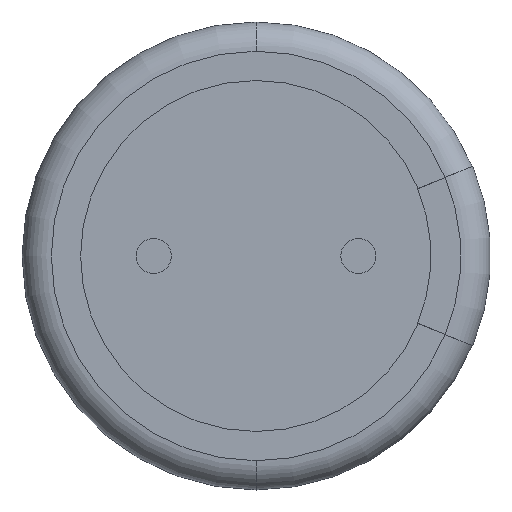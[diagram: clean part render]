
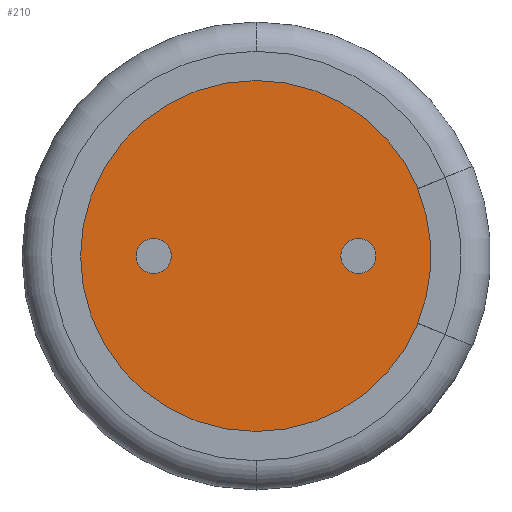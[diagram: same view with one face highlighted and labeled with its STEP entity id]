
A CAD part, front view. The second image highlights one B-rep face of the part: STEP entity #210.
In plain terms, the highlighted planar face has unit normal (0, -1, 0).
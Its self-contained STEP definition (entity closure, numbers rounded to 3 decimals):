
#34 = CARTESIAN_POINT ( 'NONE',  ( -0.001, 0.3, -0.004 ) ) ;
#38 = ORIENTED_EDGE ( 'NONE', *, *, #597, .F. ) ;
#44 = CARTESIAN_POINT ( 'NONE',  ( 0., 0.3, -3. ) ) ;
#135 = EDGE_LOOP ( 'NONE', ( #1417, #2141, #1543, #1495, #207, #1395 ) ) ;
#195 = CARTESIAN_POINT ( 'NONE',  ( 0., 0.3, 3. ) ) ;
#202 = CIRCLE ( 'NONE', #304, 0.3 ) ;
#207 = ORIENTED_EDGE ( 'NONE', *, *, #363, .T. ) ;
#210 = ADVANCED_FACE ( 'NONE', ( #1551, #243, #702 ), #305, .T. ) ;
#230 = VERTEX_POINT ( 'NONE', #1041 ) ;
#241 = AXIS2_PLACEMENT_3D ( 'NONE', #313, #1513, #488 ) ;
#242 = CARTESIAN_POINT ( 'NONE',  ( 2.762, 0.3, 1.148 ) ) ;
#243 = FACE_BOUND ( 'NONE', #995, .T. ) ;
#271 = CIRCLE ( 'NONE', #2008, 3. ) ;
#278 = VERTEX_POINT ( 'NONE', #195 ) ;
#304 = AXIS2_PLACEMENT_3D ( 'NONE', #311, #1511, #486 ) ;
#305 = PLANE ( 'NONE',  #241 ) ;
#311 = CARTESIAN_POINT ( 'NONE',  ( 1.75, 0.3, 0. ) ) ;
#313 = CARTESIAN_POINT ( 'NONE',  ( 0., 0.3, 0. ) ) ;
#316 = AXIS2_PLACEMENT_3D ( 'NONE', #1571, #551, #1733 ) ;
#363 = EDGE_CURVE ( 'NONE', #230, #1004, #1752, .T. ) ;
#417 = CARTESIAN_POINT ( 'NONE',  ( -0.001, 0.3, 0.004 ) ) ;
#472 = EDGE_CURVE ( 'NONE', #278, #976, #271, .T. ) ;
#486 = DIRECTION ( 'NONE',  ( 0., 0., 1. ) ) ;
#488 = DIRECTION ( 'NONE',  ( 0., 0., -1. ) ) ;
#499 = DIRECTION ( 'NONE',  ( 0., -1., 0. ) ) ;
#551 = DIRECTION ( 'NONE',  ( 0., -1., 0. ) ) ;
#582 = CIRCLE ( 'NONE', #1289, 3. ) ;
#593 = CARTESIAN_POINT ( 'NONE',  ( -0.01, 0.3, 0. ) ) ;
#597 = EDGE_CURVE ( 'NONE', #1888, #727, #2160, .T. ) ;
#633 = CARTESIAN_POINT ( 'NONE',  ( 0., 0.3, 0. ) ) ;
#645 = EDGE_LOOP ( 'NONE', ( #1027, #916 ) ) ;
#702 = FACE_BOUND ( 'NONE', #645, .T. ) ;
#719 = CARTESIAN_POINT ( 'NONE',  ( 1.75, 0.3, 0. ) ) ;
#720 = DIRECTION ( 'NONE',  ( 0., -1., 0. ) ) ;
#727 = VERTEX_POINT ( 'NONE', #937 ) ;
#757 = AXIS2_PLACEMENT_3D ( 'NONE', #1833, #815, #2007 ) ;
#764 = DIRECTION ( 'NONE',  ( 0., 0., -1. ) ) ;
#766 = EDGE_CURVE ( 'NONE', #1220, #1028, #1370, .T. ) ;
#798 = DIRECTION ( 'NONE',  ( 0., 0., -1. ) ) ;
#815 = DIRECTION ( 'NONE',  ( 0., -1., 0. ) ) ;
#837 = EDGE_CURVE ( 'NONE', #1220, #278, #868, .T. ) ;
#868 = CIRCLE ( 'NONE', #1304, 3. ) ;
#890 = DIRECTION ( 'NONE',  ( 0., 0., 1. ) ) ;
#902 = DIRECTION ( 'NONE',  ( -0.924, 0., 0.383 ) ) ;
#910 = ORIENTED_EDGE ( 'NONE', *, *, #1596, .F. ) ;
#916 = ORIENTED_EDGE ( 'NONE', *, *, #1152, .F. ) ;
#926 = VECTOR ( 'NONE', #951, 1000. ) ;
#937 = CARTESIAN_POINT ( 'NONE',  ( -1.75, 0.3, -0.3 ) ) ;
#951 = DIRECTION ( 'NONE',  ( -0.924, 0., -0.383 ) ) ;
#976 = VERTEX_POINT ( 'NONE', #44 ) ;
#995 = EDGE_LOOP ( 'NONE', ( #38, #910 ) ) ;
#1004 = VERTEX_POINT ( 'NONE', #2113 ) ;
#1027 = ORIENTED_EDGE ( 'NONE', *, *, #1872, .F. ) ;
#1028 = VERTEX_POINT ( 'NONE', #242 ) ;
#1041 = CARTESIAN_POINT ( 'NONE',  ( 2.77, 0.3, -1.152 ) ) ;
#1052 = CARTESIAN_POINT ( 'NONE',  ( 1.75, 0.3, 0.3 ) ) ;
#1152 = EDGE_CURVE ( 'NONE', #2203, #1857, #202, .T. ) ;
#1220 = VERTEX_POINT ( 'NONE', #1677 ) ;
#1289 = AXIS2_PLACEMENT_3D ( 'NONE', #1728, #720, #1903 ) ;
#1303 = VECTOR ( 'NONE', #902, 1000. ) ;
#1304 = AXIS2_PLACEMENT_3D ( 'NONE', #633, #1815, #798 ) ;
#1339 = AXIS2_PLACEMENT_3D ( 'NONE', #593, #1776, #764 ) ;
#1370 = LINE ( 'NONE', #417, #926 ) ;
#1374 = EDGE_CURVE ( 'NONE', #976, #230, #582, .T. ) ;
#1395 = ORIENTED_EDGE ( 'NONE', *, *, #1973, .T. ) ;
#1417 = ORIENTED_EDGE ( 'NONE', *, *, #766, .F. ) ;
#1481 = CARTESIAN_POINT ( 'NONE',  ( 1.75, 0.3, -0.3 ) ) ;
#1495 = ORIENTED_EDGE ( 'NONE', *, *, #1374, .T. ) ;
#1511 = DIRECTION ( 'NONE',  ( 0., -1., 0. ) ) ;
#1513 = DIRECTION ( 'NONE',  ( 0., -1., 0. ) ) ;
#1524 = CARTESIAN_POINT ( 'NONE',  ( 0., 0.3, 0. ) ) ;
#1543 = ORIENTED_EDGE ( 'NONE', *, *, #472, .T. ) ;
#1551 = FACE_OUTER_BOUND ( 'NONE', #135, .T. ) ;
#1571 = CARTESIAN_POINT ( 'NONE',  ( -1.75, 0.3, 0. ) ) ;
#1596 = EDGE_CURVE ( 'NONE', #727, #1888, #1730, .T. ) ;
#1646 = CIRCLE ( 'NONE', #2080, 0.3 ) ;
#1677 = CARTESIAN_POINT ( 'NONE',  ( 2.77, 0.3, 1.152 ) ) ;
#1688 = DIRECTION ( 'NONE',  ( 0., 0., -1. ) ) ;
#1728 = CARTESIAN_POINT ( 'NONE',  ( 0., 0.3, 0. ) ) ;
#1730 = CIRCLE ( 'NONE', #757, 0.3 ) ;
#1733 = DIRECTION ( 'NONE',  ( 0., 0., -1. ) ) ;
#1752 = LINE ( 'NONE', #34, #1303 ) ;
#1776 = DIRECTION ( 'NONE',  ( 0., -1., 0. ) ) ;
#1815 = DIRECTION ( 'NONE',  ( 0., -1., 0. ) ) ;
#1833 = CARTESIAN_POINT ( 'NONE',  ( -1.75, 0.3, 0. ) ) ;
#1857 = VERTEX_POINT ( 'NONE', #1052 ) ;
#1872 = EDGE_CURVE ( 'NONE', #1857, #2203, #1646, .T. ) ;
#1888 = VERTEX_POINT ( 'NONE', #2074 ) ;
#1901 = DIRECTION ( 'NONE',  ( 0., -1., 0. ) ) ;
#1903 = DIRECTION ( 'NONE',  ( 0., 0., -1. ) ) ;
#1962 = CIRCLE ( 'NONE', #1339, 3. ) ;
#1973 = EDGE_CURVE ( 'NONE', #1004, #1028, #1962, .T. ) ;
#2007 = DIRECTION ( 'NONE',  ( 0., 0., -1. ) ) ;
#2008 = AXIS2_PLACEMENT_3D ( 'NONE', #1524, #499, #1688 ) ;
#2074 = CARTESIAN_POINT ( 'NONE',  ( -1.75, 0.3, 0.3 ) ) ;
#2080 = AXIS2_PLACEMENT_3D ( 'NONE', #719, #1901, #890 ) ;
#2113 = CARTESIAN_POINT ( 'NONE',  ( 2.762, 0.3, -1.148 ) ) ;
#2141 = ORIENTED_EDGE ( 'NONE', *, *, #837, .T. ) ;
#2160 = CIRCLE ( 'NONE', #316, 0.3 ) ;
#2203 = VERTEX_POINT ( 'NONE', #1481 ) ;
